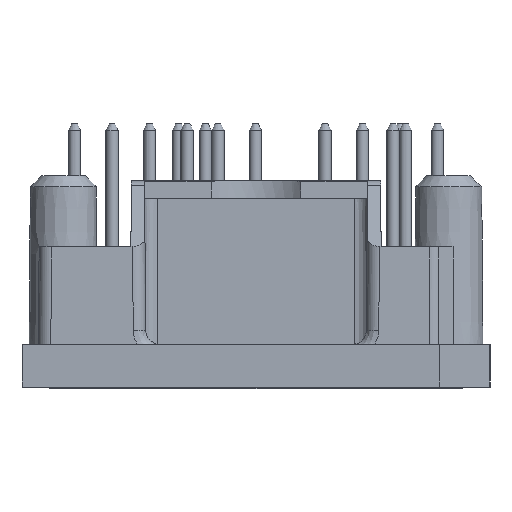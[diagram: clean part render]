
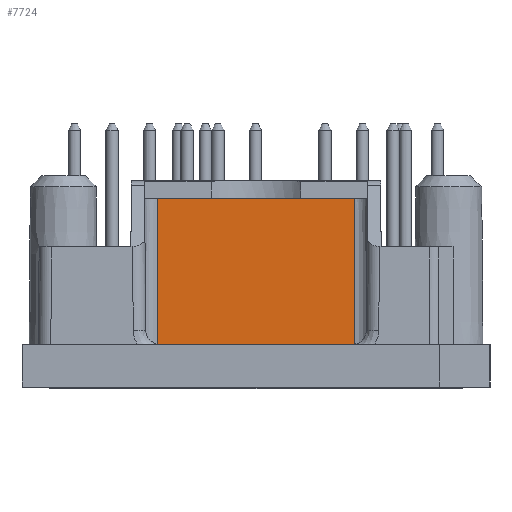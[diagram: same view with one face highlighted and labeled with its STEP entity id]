
A CAD part, left-side view. The second image highlights one B-rep face of the part: STEP entity #7724.
In plain terms, the highlighted planar face has unit normal (-1, 0, -0.009).
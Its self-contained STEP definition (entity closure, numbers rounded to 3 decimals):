
#2444=ORIENTED_EDGE('',*,*,#3635,.T.);
#2445=ORIENTED_EDGE('',*,*,#3656,.T.);
#2446=ORIENTED_EDGE('',*,*,#3374,.T.);
#2447=ORIENTED_EDGE('',*,*,#3657,.F.);
#3374=EDGE_CURVE('',#4251,#4250,#4918,.F.);
#3635=EDGE_CURVE('',#4420,#4419,#5083,.F.);
#3656=EDGE_CURVE('',#4419,#4251,#5095,.T.);
#3657=EDGE_CURVE('',#4420,#4250,#5096,.T.);
#4250=VERTEX_POINT('',#15693);
#4251=VERTEX_POINT('',#15695);
#4419=VERTEX_POINT('',#16278);
#4420=VERTEX_POINT('',#16280);
#4918=LINE('',#15694,#5532);
#5083=LINE('',#16279,#5697);
#5095=LINE('',#16388,#5709);
#5096=LINE('',#16390,#5710);
#5532=VECTOR('',#11715,1000.);
#5697=VECTOR('',#12236,1000.);
#5709=VECTOR('',#12312,1000.);
#5710=VECTOR('',#12315,1000.);
#6228=EDGE_LOOP('',(#2444,#2445,#2446,#2447));
#6902=FACE_BOUND('',#6228,.T.);
#7291=PLANE('',#10622);
#7724=ADVANCED_FACE('',(#6902),#7291,.T.);
#10622=AXIS2_PLACEMENT_3D('',#16389,#12313,#12314);
#11715=DIRECTION('',(0.,-1.,0.));
#12236=DIRECTION('',(0.,1.,0.));
#12312=DIRECTION('',(-0.009,0.,1.));
#12313=DIRECTION('',(-1.,0.,-0.009));
#12314=DIRECTION('',(-0.009,0.,1.));
#12315=DIRECTION('',(-0.009,0.,1.));
#15693=CARTESIAN_POINT('',(-30.136,7.902,15.1));
#15694=CARTESIAN_POINT('',(-30.136,0.,15.1));
#15695=CARTESIAN_POINT('',(-30.136,-7.902,15.1));
#16278=CARTESIAN_POINT('',(-30.015,-7.902,1.3));
#16279=CARTESIAN_POINT('',(-30.015,-18.2,1.3));
#16280=CARTESIAN_POINT('',(-30.015,7.902,1.3));
#16388=CARTESIAN_POINT('',(-30.148,-7.902,16.5));
#16389=CARTESIAN_POINT('',(-30.148,0.,16.5));
#16390=CARTESIAN_POINT('',(-30.148,7.902,16.5));
